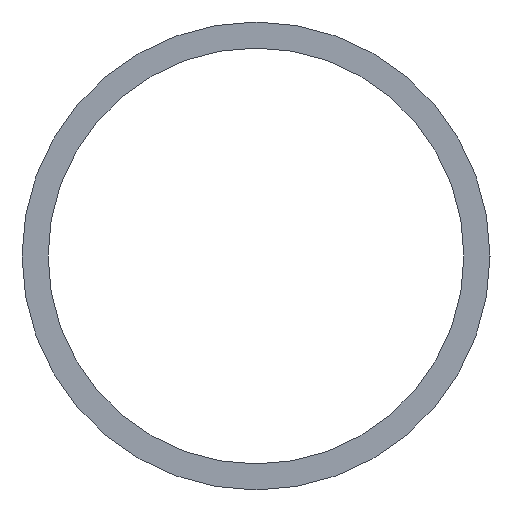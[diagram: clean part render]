
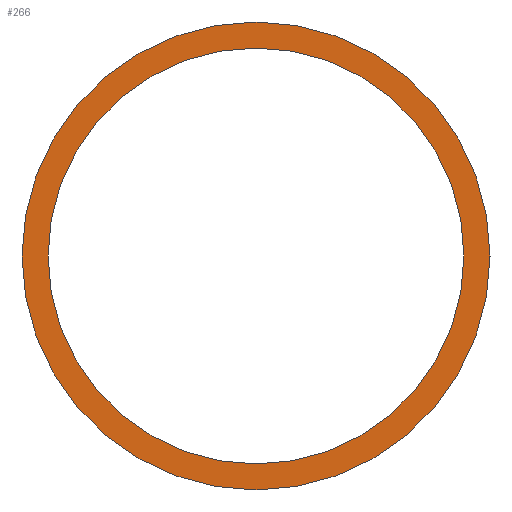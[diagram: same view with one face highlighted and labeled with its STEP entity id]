
A CAD part, left-side view. The second image highlights one B-rep face of the part: STEP entity #266.
In plain terms, the highlighted planar face has unit normal (-1, 0, 0).
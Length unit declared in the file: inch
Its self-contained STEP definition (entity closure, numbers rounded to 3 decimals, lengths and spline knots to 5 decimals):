
#6 = CARTESIAN_POINT ( 'NONE',  ( 0., 0.8085, 0. ) ) ;
#22 = EDGE_CURVE ( 'NONE', #472, #110, #160, .T. ) ;
#27 = CARTESIAN_POINT ( 'NONE',  ( 0., 0., 0.8085 ) ) ;
#57 = EDGE_LOOP ( 'NONE', ( #173, #218 ) ) ;
#58 = CARTESIAN_POINT ( 'NONE',  ( 0., 0., 0. ) ) ;
#66 = AXIS2_PLACEMENT_3D ( 'NONE', #58, #575, #154 ) ;
#71 = CARTESIAN_POINT ( 'NONE',  ( 0., 0., 0. ) ) ;
#72 = CIRCLE ( 'NONE', #400, 0.8085 ) ;
#84 = CARTESIAN_POINT ( 'NONE',  ( 0., 0., 0. ) ) ;
#92 = VERTEX_POINT ( 'NONE', #27 ) ;
#110 = VERTEX_POINT ( 'NONE', #457 ) ;
#111 = CIRCLE ( 'NONE', #192, 0.8085 ) ;
#114 = CIRCLE ( 'NONE', #66, 0.7185 ) ;
#121 = CARTESIAN_POINT ( 'NONE',  ( 0., 0., 0. ) ) ;
#125 = DIRECTION ( 'NONE',  ( -1., 0., 0. ) ) ;
#149 = CARTESIAN_POINT ( 'NONE',  ( 0., 0., -0.8085 ) ) ;
#152 = CARTESIAN_POINT ( 'NONE',  ( 0., 0., -0.7185 ) ) ;
#154 = DIRECTION ( 'NONE',  ( 0., 0., 1. ) ) ;
#160 = CIRCLE ( 'NONE', #585, 0.7185 ) ;
#173 = ORIENTED_EDGE ( 'NONE', *, *, #473, .F. ) ;
#192 = AXIS2_PLACEMENT_3D ( 'NONE', #121, #125, #546 ) ;
#218 = ORIENTED_EDGE ( 'NONE', *, *, #22, .F. ) ;
#233 = EDGE_LOOP ( 'NONE', ( #601, #277 ) ) ;
#243 = DIRECTION ( 'NONE',  ( 1., 0., 0. ) ) ;
#266 = ADVANCED_FACE ( 'NONE', ( #526, #562 ), #330, .F. ) ;
#277 = ORIENTED_EDGE ( 'NONE', *, *, #515, .T. ) ;
#282 = DIRECTION ( 'NONE',  ( -1., 0., 0. ) ) ;
#294 = DIRECTION ( 'NONE',  ( 0., 0., -1. ) ) ;
#311 = VERTEX_POINT ( 'NONE', #149 ) ;
#330 = PLANE ( 'NONE',  #477 ) ;
#349 = DIRECTION ( 'NONE',  ( 0., 0., 1. ) ) ;
#395 = DIRECTION ( 'NONE',  ( -1., 0., 0. ) ) ;
#400 = AXIS2_PLACEMENT_3D ( 'NONE', #84, #282, #501 ) ;
#457 = CARTESIAN_POINT ( 'NONE',  ( 0., 0., 0.7185 ) ) ;
#472 = VERTEX_POINT ( 'NONE', #152 ) ;
#473 = EDGE_CURVE ( 'NONE', #110, #472, #114, .T. ) ;
#477 = AXIS2_PLACEMENT_3D ( 'NONE', #6, #243, #294 ) ;
#501 = DIRECTION ( 'NONE',  ( 0., 0., 1. ) ) ;
#504 = EDGE_CURVE ( 'NONE', #92, #311, #111, .T. ) ;
#515 = EDGE_CURVE ( 'NONE', #311, #92, #72, .T. ) ;
#526 = FACE_BOUND ( 'NONE', #57, .T. ) ;
#546 = DIRECTION ( 'NONE',  ( 0., 0., 1. ) ) ;
#562 = FACE_OUTER_BOUND ( 'NONE', #233, .T. ) ;
#575 = DIRECTION ( 'NONE',  ( -1., 0., 0. ) ) ;
#585 = AXIS2_PLACEMENT_3D ( 'NONE', #71, #395, #349 ) ;
#601 = ORIENTED_EDGE ( 'NONE', *, *, #504, .T. ) ;
